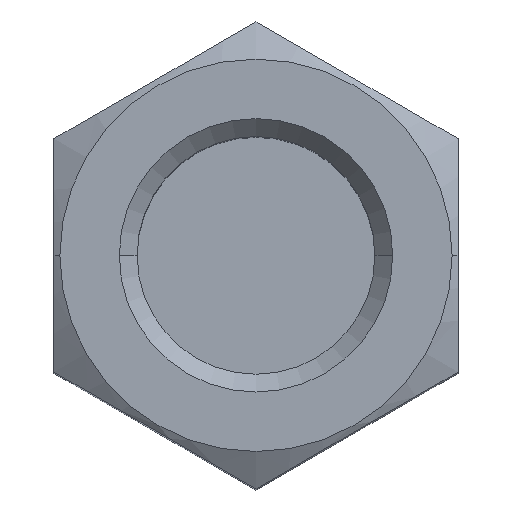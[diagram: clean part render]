
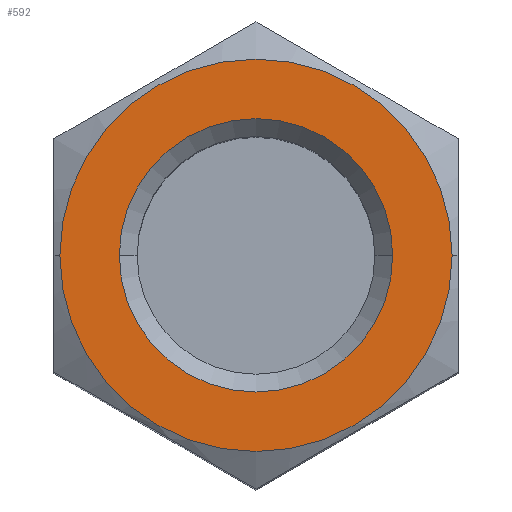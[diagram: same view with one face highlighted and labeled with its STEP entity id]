
A CAD part, top view. The second image highlights one B-rep face of the part: STEP entity #592.
In plain terms, the highlighted planar face has unit normal (0, 0, 1).
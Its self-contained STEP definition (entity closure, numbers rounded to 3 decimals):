
#4 = CARTESIAN_POINT ( 'NONE',  ( 0., 0., 32. ) ) ;
#5 = ORIENTED_EDGE ( 'NONE', *, *, #140, .T. ) ;
#22 = VERTEX_POINT ( 'NONE', #193 ) ;
#61 = DIRECTION ( 'NONE',  ( 1., 0., 0. ) ) ;
#78 = EDGE_CURVE ( 'NONE', #612, #142, #822, .T. ) ;
#86 = EDGE_LOOP ( 'NONE', ( #462, #345 ) ) ;
#140 = EDGE_CURVE ( 'NONE', #22, #247, #587, .T. ) ;
#142 = VERTEX_POINT ( 'NONE', #365 ) ;
#151 = DIRECTION ( 'NONE',  ( 0., 0., 1. ) ) ;
#156 = CARTESIAN_POINT ( 'NONE',  ( 0., 0., 32. ) ) ;
#169 = AXIS2_PLACEMENT_3D ( 'NONE', #807, #723, #61 ) ;
#193 = CARTESIAN_POINT ( 'NONE',  ( 8.25, 0., 32. ) ) ;
#216 = DIRECTION ( 'NONE',  ( 1., 0., 0. ) ) ;
#244 = AXIS2_PLACEMENT_3D ( 'NONE', #4, #151, #447 ) ;
#247 = VERTEX_POINT ( 'NONE', #731 ) ;
#270 = FACE_OUTER_BOUND ( 'NONE', #550, .T. ) ;
#277 = CIRCLE ( 'NONE', #244, 5.75 ) ;
#282 = EDGE_CURVE ( 'NONE', #142, #612, #277, .T. ) ;
#323 = DIRECTION ( 'NONE',  ( 1., 0., 0. ) ) ;
#345 = ORIENTED_EDGE ( 'NONE', *, *, #78, .F. ) ;
#365 = CARTESIAN_POINT ( 'NONE',  ( 5.75, 0., 32. ) ) ;
#387 = CIRCLE ( 'NONE', #688, 8.25 ) ;
#410 = PLANE ( 'NONE',  #823 ) ;
#447 = DIRECTION ( 'NONE',  ( 1., 0., 0. ) ) ;
#462 = ORIENTED_EDGE ( 'NONE', *, *, #282, .F. ) ;
#532 = DIRECTION ( 'NONE',  ( 0., 0., 1. ) ) ;
#550 = EDGE_LOOP ( 'NONE', ( #979, #5 ) ) ;
#587 = CIRCLE ( 'NONE', #169, 8.25 ) ;
#592 = ADVANCED_FACE ( 'NONE', ( #780, #270 ), #410, .F. ) ;
#593 = DIRECTION ( 'NONE',  ( 0., 0., 1. ) ) ;
#603 = AXIS2_PLACEMENT_3D ( 'NONE', #915, #532, #323 ) ;
#612 = VERTEX_POINT ( 'NONE', #863 ) ;
#632 = DIRECTION ( 'NONE',  ( 0., 0., -1. ) ) ;
#688 = AXIS2_PLACEMENT_3D ( 'NONE', #156, #593, #216 ) ;
#699 = CARTESIAN_POINT ( 'NONE',  ( 8.5, 4.907, 32. ) ) ;
#723 = DIRECTION ( 'NONE',  ( 0., 0., 1. ) ) ;
#731 = CARTESIAN_POINT ( 'NONE',  ( -8.25, 0., 32. ) ) ;
#780 = FACE_BOUND ( 'NONE', #86, .T. ) ;
#802 = DIRECTION ( 'NONE',  ( -1., 0., 0. ) ) ;
#807 = CARTESIAN_POINT ( 'NONE',  ( 0., 0., 32. ) ) ;
#822 = CIRCLE ( 'NONE', #603, 5.75 ) ;
#823 = AXIS2_PLACEMENT_3D ( 'NONE', #699, #632, #802 ) ;
#826 = EDGE_CURVE ( 'NONE', #247, #22, #387, .T. ) ;
#863 = CARTESIAN_POINT ( 'NONE',  ( -5.75, 0., 32. ) ) ;
#915 = CARTESIAN_POINT ( 'NONE',  ( 0., 0., 32. ) ) ;
#979 = ORIENTED_EDGE ( 'NONE', *, *, #826, .T. ) ;
